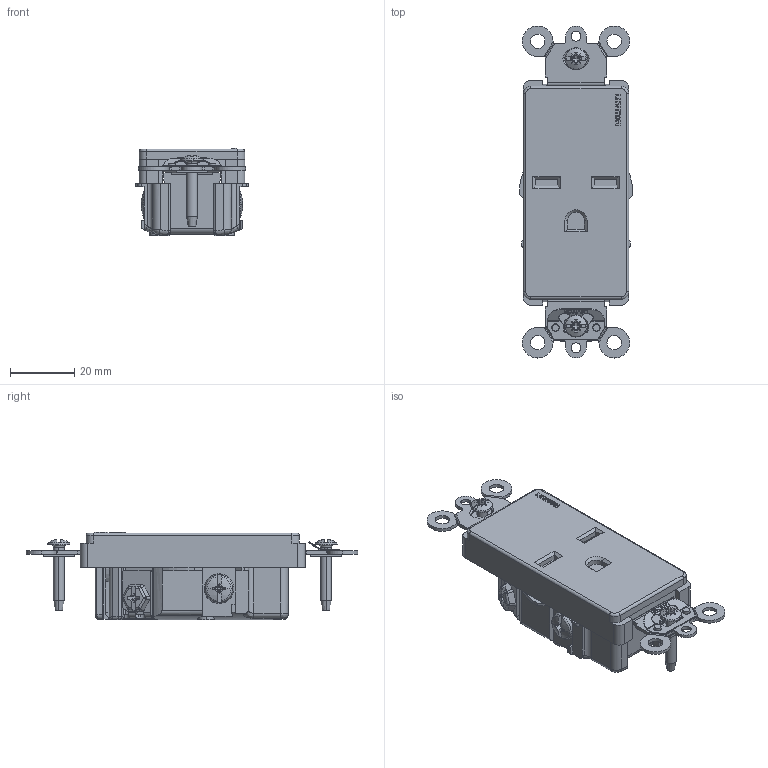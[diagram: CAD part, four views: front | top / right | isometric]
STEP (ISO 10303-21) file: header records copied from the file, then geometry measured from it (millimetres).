
FILE_DESCRIPTION (( 'STEP AP214' ), '1' );
FILE_NAME ('CATSTD-16651-XXX-M01.STEP', '2020-10-08T14:43:54', ( '' ), ( '' ), 'SwSTEP 2.0', 'SolidWorks 2020', '' );
FILE_SCHEMA (( 'AUTOMOTIVE_DESIGN' ));
Length unit declared in the file: inch
Products named in the file (1): CATSTD-16651-XXX-M01
Bounding box: 35.29 x 103.2 x 27.18 mm (x, y, z)
Volume: 31560.4 mm3; surface area: 20974.6 mm2
Topology: 13 solids, 15 shells, 1159 faces, 3061 edges, 1957 vertices
Faces by surface type: plane 722, cylinder 228, cone 92, bspline 54, torus 45, sphere 18
Entity records: 53634 total; most frequent: CARTESIAN_POINT 10188, ORIENTED_EDGE 6106, DIRECTION 5551, EDGE_CURVE 3053, VERTEX_POINT 1957, LINE 1903, VECTOR 1903, AXIS2_PLACEMENT_3D 1824
